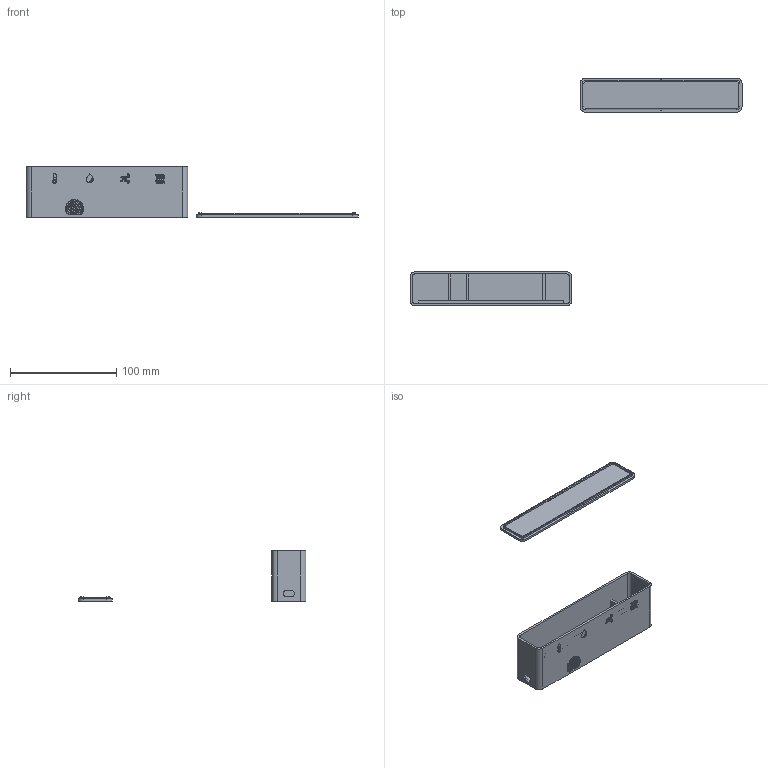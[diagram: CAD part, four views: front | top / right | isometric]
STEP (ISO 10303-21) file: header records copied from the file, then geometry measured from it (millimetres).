
FILE_DESCRIPTION(/* description */ (''),/* implementation_level */ '2;1');
FILE_NAME(/* name */ 'Capteur de qualit de l''air final v29.step',/* time_stamp */ '2025-06-23T09:29:51+02:00',/* author */ (''),/* organization */ (''),/* preprocessor_version */ 'ST-DEVELOPER v20.1',/* originating_system */ 'Autodesk Translation Framework v14.10.0.0',/* authorisation */ '');
FILE_SCHEMA (('AUTOMOTIVE_DESIGN { 1 0 10303 214 3 1 1 }'));
Length unit declared in the file: millimetre
Products named in the file (4): Capteur de qualité de l'air final; box; logo; lid
Assembly tree (3 placements, depth 3):
  Capteur de qualité de l'air final
    box
      logo
    lid
Bounding box: 312 x 214 x 47 mm (x, y, z)
Volume: 53450.7 mm3; surface area: 59510.6 mm2
Topology: 12 solids, 12 shells, 594 faces, 1713 edges, 1092 vertices
Faces by surface type: cylinder 293, plane 231, bspline 64, torus 4, sphere 2
Full cylindrical faces by diameter (mm): 1.5 x2, 2 x151
Entity records: 20620 total; most frequent: CARTESIAN_POINT 4298, ORIENTED_EDGE 3422, DIRECTION 3271, EDGE_CURVE 1711, AXIS2_PLACEMENT_3D 1167, VERTEX_POINT 1092, LINE 937, VECTOR 937
